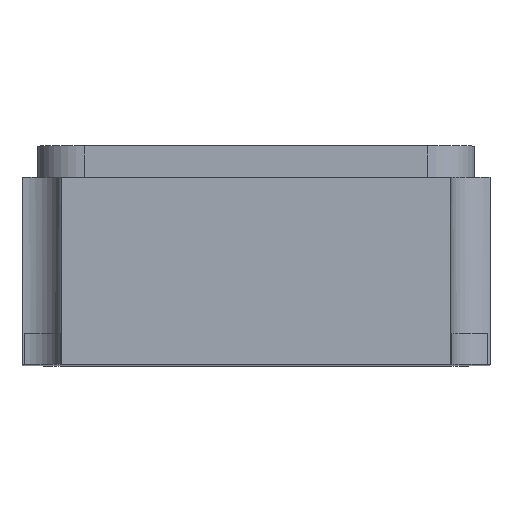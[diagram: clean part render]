
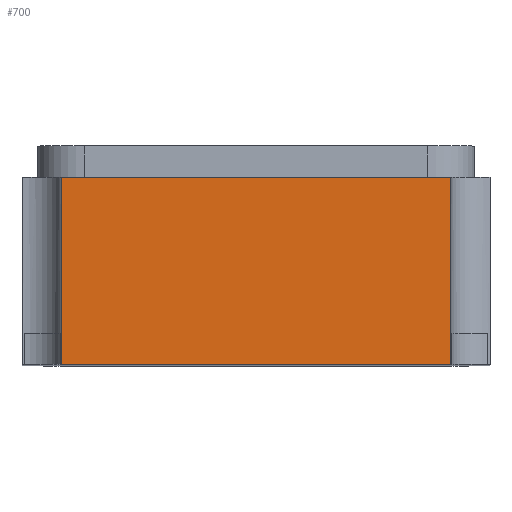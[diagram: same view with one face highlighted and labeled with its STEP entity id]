
A CAD part, top view. The second image highlights one B-rep face of the part: STEP entity #700.
In plain terms, the highlighted planar face has unit normal (0, 0, 1).
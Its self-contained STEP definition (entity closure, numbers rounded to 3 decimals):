
#5 = DIRECTION ( 'NONE',  ( 0., 0., -1. ) ) ;
#18 = CARTESIAN_POINT ( 'NONE',  ( 0., 0., 1.6 ) ) ;
#272 = CARTESIAN_POINT ( 'NONE',  ( -0.625, 0.6, 1.6 ) ) ;
#308 = LINE ( 'NONE', #272, #427 ) ;
#358 = DIRECTION ( 'NONE',  ( 1., 0., 0. ) ) ;
#388 = LINE ( 'NONE', #3147, #1142 ) ;
#408 = AXIS2_PLACEMENT_3D ( 'NONE', #1048, #5, #1073 ) ;
#427 = VECTOR ( 'NONE', #358, 1000. ) ;
#454 = EDGE_CURVE ( 'NONE', #695, #2618, #1435, .T. ) ;
#695 = VERTEX_POINT ( 'NONE', #2649 ) ;
#700 = ADVANCED_FACE ( 'NONE', ( #2103 ), #2361, .F. ) ;
#764 = EDGE_CURVE ( 'NONE', #2618, #2584, #1265, .T. ) ;
#912 = VERTEX_POINT ( 'NONE', #2211 ) ;
#1005 = DIRECTION ( 'NONE',  ( 0., -1., 0. ) ) ;
#1039 = CARTESIAN_POINT ( 'NONE',  ( -0.625, 0.7, 1.6 ) ) ;
#1048 = CARTESIAN_POINT ( 'NONE',  ( 0., 0.7, 1.6 ) ) ;
#1073 = DIRECTION ( 'NONE',  ( -1., 0., 0. ) ) ;
#1142 = VECTOR ( 'NONE', #1005, 1000. ) ;
#1265 = LINE ( 'NONE', #18, #1925 ) ;
#1320 = ORIENTED_EDGE ( 'NONE', *, *, #764, .T. ) ;
#1435 = LINE ( 'NONE', #1039, #2560 ) ;
#1574 = DIRECTION ( 'NONE',  ( 1., 0., 0. ) ) ;
#1614 = CARTESIAN_POINT ( 'NONE',  ( -0.625, 0., 1.6 ) ) ;
#1925 = VECTOR ( 'NONE', #1574, 1000. ) ;
#2103 = FACE_OUTER_BOUND ( 'NONE', #2372, .T. ) ;
#2211 = CARTESIAN_POINT ( 'NONE',  ( 0.625, 0.6, 1.6 ) ) ;
#2361 = PLANE ( 'NONE',  #408 ) ;
#2372 = EDGE_LOOP ( 'NONE', ( #2756, #3239, #1320, #2399 ) ) ;
#2399 = ORIENTED_EDGE ( 'NONE', *, *, #2434, .F. ) ;
#2434 = EDGE_CURVE ( 'NONE', #912, #2584, #388, .T. ) ;
#2560 = VECTOR ( 'NONE', #2911, 1000. ) ;
#2584 = VERTEX_POINT ( 'NONE', #3185 ) ;
#2618 = VERTEX_POINT ( 'NONE', #1614 ) ;
#2649 = CARTESIAN_POINT ( 'NONE',  ( -0.625, 0.6, 1.6 ) ) ;
#2756 = ORIENTED_EDGE ( 'NONE', *, *, #3348, .F. ) ;
#2911 = DIRECTION ( 'NONE',  ( 0., -1., 0. ) ) ;
#3147 = CARTESIAN_POINT ( 'NONE',  ( 0.625, 0.7, 1.6 ) ) ;
#3185 = CARTESIAN_POINT ( 'NONE',  ( 0.625, 0., 1.6 ) ) ;
#3239 = ORIENTED_EDGE ( 'NONE', *, *, #454, .T. ) ;
#3348 = EDGE_CURVE ( 'NONE', #695, #912, #308, .T. ) ;
